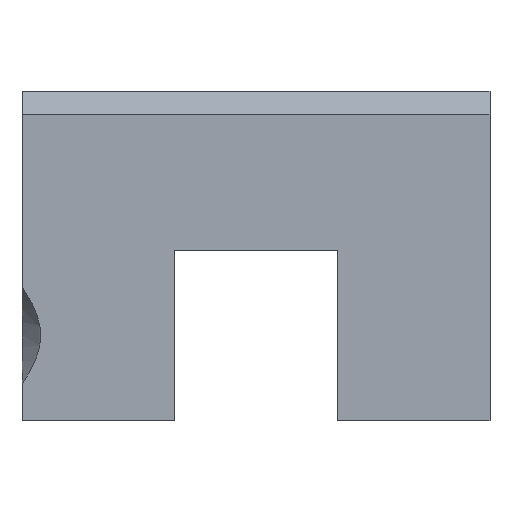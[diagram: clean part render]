
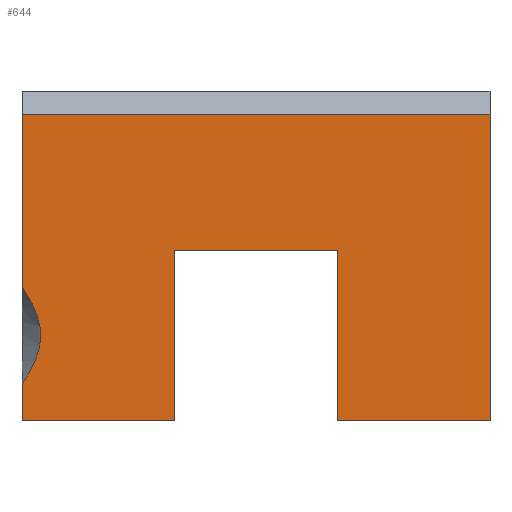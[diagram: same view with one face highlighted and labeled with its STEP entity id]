
A CAD part, top view. The second image highlights one B-rep face of the part: STEP entity #644.
In plain terms, the highlighted planar face has unit normal (0, 0, 1).
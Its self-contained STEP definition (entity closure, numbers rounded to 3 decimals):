
#27=(
BOUNDED_CURVE()
B_SPLINE_CURVE(2,(#961,#962,#963),.UNSPECIFIED.,.F.,.F.)
B_SPLINE_CURVE_WITH_KNOTS((3,3),(0.106,0.667),
 .UNSPECIFIED.)
CURVE()
GEOMETRIC_REPRESENTATION_ITEM()
RATIONAL_B_SPLINE_CURVE((1.182,1.584,1.182))
REPRESENTATION_ITEM('')
);
#56=FACE_OUTER_BOUND('',#90,.T.);
#90=EDGE_LOOP('',(#467,#468,#469,#470,#471,#472,#473,#474,#475,#476));
#119=LINE('',#925,#193);
#122=LINE('',#935,#196);
#132=LINE('',#956,#206);
#137=LINE('',#977,#211);
#141=LINE('',#983,#215);
#142=LINE('',#986,#216);
#143=LINE('',#988,#217);
#144=LINE('',#990,#218);
#145=LINE('',#991,#219);
#193=VECTOR('',#742,20.);
#196=VECTOR('',#751,7.352);
#206=VECTOR('',#763,1.552);
#211=VECTOR('',#780,7.3);
#215=VECTOR('',#788,6.5);
#216=VECTOR('',#791,7.);
#217=VECTOR('',#792,7.3);
#218=VECTOR('',#793,6.5);
#219=VECTOR('',#794,13.1);
#266=VERTEX_POINT('',#921);
#268=VERTEX_POINT('',#924);
#270=VERTEX_POINT('',#930);
#272=VERTEX_POINT('',#933);
#282=VERTEX_POINT('',#954);
#288=VERTEX_POINT('',#974);
#289=VERTEX_POINT('',#976);
#290=VERTEX_POINT('',#985);
#291=VERTEX_POINT('',#987);
#292=VERTEX_POINT('',#989);
#330=EDGE_CURVE('',#268,#266,#119,.T.);
#335=EDGE_CURVE('',#272,#266,#122,.T.);
#346=EDGE_CURVE('',#282,#270,#132,.T.);
#349=EDGE_CURVE('',#272,#270,#27,.T.);
#355=EDGE_CURVE('',#289,#288,#137,.T.);
#359=EDGE_CURVE('',#282,#289,#141,.T.);
#360=EDGE_CURVE('',#288,#290,#142,.T.);
#361=EDGE_CURVE('',#291,#290,#143,.T.);
#362=EDGE_CURVE('',#291,#292,#144,.T.);
#363=EDGE_CURVE('',#292,#268,#145,.T.);
#467=ORIENTED_EDGE('',*,*,#330,.T.);
#468=ORIENTED_EDGE('',*,*,#335,.F.);
#469=ORIENTED_EDGE('',*,*,#349,.T.);
#470=ORIENTED_EDGE('',*,*,#346,.F.);
#471=ORIENTED_EDGE('',*,*,#359,.T.);
#472=ORIENTED_EDGE('',*,*,#355,.T.);
#473=ORIENTED_EDGE('',*,*,#360,.T.);
#474=ORIENTED_EDGE('',*,*,#361,.F.);
#475=ORIENTED_EDGE('',*,*,#362,.T.);
#476=ORIENTED_EDGE('',*,*,#363,.T.);
#618=PLANE('',#697);
#644=ADVANCED_FACE('',(#56),#618,.T.);
#697=AXIS2_PLACEMENT_3D('',#984,#789,#790);
#742=DIRECTION('',(-1.,0.,0.));
#751=DIRECTION('',(0.,1.,0.));
#763=DIRECTION('',(0.,1.,0.));
#780=DIRECTION('',(0.,1.,0.));
#788=DIRECTION('',(1.,0.,0.));
#789=DIRECTION('center_axis',(0.,0.,1.));
#790=DIRECTION('ref_axis',(1.,0.,0.));
#791=DIRECTION('',(1.,0.,0.));
#792=DIRECTION('',(0.,1.,0.));
#793=DIRECTION('',(1.,0.,0.));
#794=DIRECTION('',(0.,1.,0.));
#921=CARTESIAN_POINT('',(-10.4,-6.5,-2.8));
#924=CARTESIAN_POINT('',(9.6,-6.5,-2.8));
#925=CARTESIAN_POINT('',(9.6,-6.5,-2.8));
#930=CARTESIAN_POINT('',(-10.4,-18.048,-2.8));
#933=CARTESIAN_POINT('',(-10.4,-13.852,-2.8));
#935=CARTESIAN_POINT('',(-10.4,-13.852,-2.8));
#954=CARTESIAN_POINT('',(-10.4,-19.6,-2.8));
#956=CARTESIAN_POINT('',(-10.4,-19.6,-2.8));
#961=CARTESIAN_POINT('Ctrl Pts',(-10.4,-13.852,-2.8));
#962=CARTESIAN_POINT('Ctrl Pts',(-9.003,-15.95,-2.8));
#963=CARTESIAN_POINT('Ctrl Pts',(-10.4,-18.048,-2.8));
#974=CARTESIAN_POINT('',(-3.9,-12.3,-2.8));
#976=CARTESIAN_POINT('',(-3.9,-19.6,-2.8));
#977=CARTESIAN_POINT('',(-3.9,-19.6,-2.8));
#983=CARTESIAN_POINT('',(-10.4,-19.6,-2.8));
#984=CARTESIAN_POINT('Origin',(-0.4,-7.9,-2.8));
#985=CARTESIAN_POINT('',(3.1,-12.3,-2.8));
#986=CARTESIAN_POINT('',(-3.9,-12.3,-2.8));
#987=CARTESIAN_POINT('',(3.1,-19.6,-2.8));
#988=CARTESIAN_POINT('',(3.1,-19.6,-2.8));
#989=CARTESIAN_POINT('',(9.6,-19.6,-2.8));
#990=CARTESIAN_POINT('',(3.1,-19.6,-2.8));
#991=CARTESIAN_POINT('',(9.6,-19.6,-2.8));
